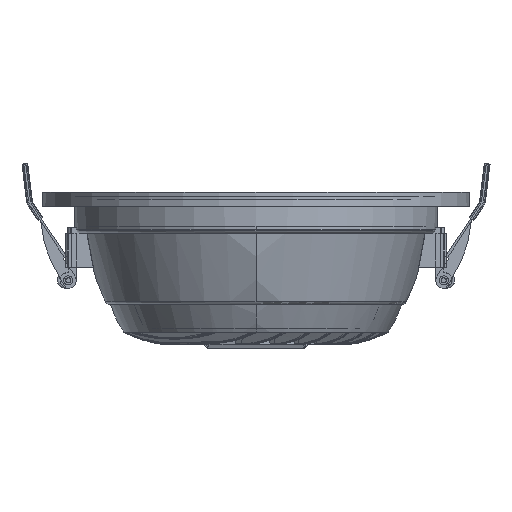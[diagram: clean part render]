
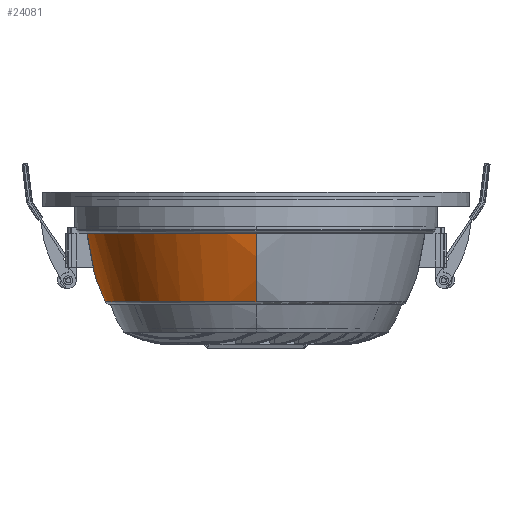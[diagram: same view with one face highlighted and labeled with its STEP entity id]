
A CAD part, left-side view. The second image highlights one B-rep face of the part: STEP entity #24081.
In plain terms, the highlighted free-form (B-spline) face has degree [3, 3] with [7, 4] control points.
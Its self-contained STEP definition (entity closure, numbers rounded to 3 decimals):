
#716 = AXIS2_PLACEMENT_3D ( 'NONE', #26491, #21739, #15239 ) ;
#2530 = DIRECTION ( 'NONE',  ( -1., 0., 0. ) ) ;
#2546 = VERTEX_POINT ( 'NONE', #32505 ) ;
#3137 = CARTESIAN_POINT ( 'NONE',  ( 3.938, 62.597, 19.096 ) ) ;
#3494 = CARTESIAN_POINT ( 'NONE',  ( -33.214, -62.444, 27.962 ) ) ;
#3832 = CARTESIAN_POINT ( 'NONE',  ( -35.041, 65.879, 9.926 ) ) ;
#4187 = CARTESIAN_POINT ( 'NONE',  ( -60.236, 37.069, 27.962 ) ) ;
#4551 = CARTESIAN_POINT ( 'NONE',  ( -56.178, 34.572, 36.227 ) ) ;
#5092 = CIRCLE ( 'NONE', #23544, 56.409 ) ;
#5764 = EDGE_LOOP ( 'NONE', ( #30277, #46507, #62631, #42615 ) ) ;
#8180 = DIRECTION ( 'NONE',  ( 0., 1., 0. ) ) ;
#9264 = CARTESIAN_POINT ( 'NONE',  ( -62.721, -38.598, 19.096 ) ) ;
#9617 = CARTESIAN_POINT ( 'NONE',  ( -63.549, 39.108, 9.926 ) ) ;
#9965 = CARTESIAN_POINT ( 'NONE',  ( -30.976, -58.237, 36.227 ) ) ;
#11442 = EDGE_CURVE ( 'NONE', #2546, #47143, #66526, .T. ) ;
#13217 = CARTESIAN_POINT ( 'NONE',  ( 0., 0., 35.752 ) ) ;
#15239 = DIRECTION ( 'NONE',  ( 0., -0.901, 0.434 ) ) ;
#20421 = CARTESIAN_POINT ( 'NONE',  ( 3.782, 60.117, 27.962 ) ) ;
#20770 = CARTESIAN_POINT ( 'NONE',  ( -62.721, 0., 19.096 ) ) ;
#21739 = DIRECTION ( 'NONE',  ( 1., 0., 0. ) ) ;
#23544 = AXIS2_PLACEMENT_3D ( 'NONE', #13217, #35381, #8180 ) ;
#24081 = ADVANCED_FACE ( 'NONE', ( #51410 ), #69334, .T. ) ;
#25177 = CARTESIAN_POINT ( 'NONE',  ( -35.041, -65.879, 9.926 ) ) ;
#25883 = CARTESIAN_POINT ( 'NONE',  ( -60.236, -37.069, 27.962 ) ) ;
#25887 = CARTESIAN_POINT ( 'NONE',  ( -37.422, 63.543, 10. ) ) ;
#26248 = CARTESIAN_POINT ( 'NONE',  ( -60.236, 0., 27.962 ) ) ;
#26491 = CARTESIAN_POINT ( 'NONE',  ( 0., 11.146, 3.174 ) ) ;
#26618 = CARTESIAN_POINT ( 'NONE',  ( -56.178, -34.572, 36.227 ) ) ;
#26634 = CARTESIAN_POINT ( 'NONE',  ( 0., -11.146, 3.174 ) ) ;
#27345 = CARTESIAN_POINT ( 'NONE',  ( -63.543, 37.022, 10. ) ) ;
#30277 = ORIENTED_EDGE ( 'NONE', *, *, #44620, .F. ) ;
#30904 = CARTESIAN_POINT ( 'NONE',  ( -0.001, -63.543, 10. ) ) ;
#31053 = CARTESIAN_POINT ( 'NONE',  ( -63.549, 0., 9.926 ) ) ;
#31749 = CARTESIAN_POINT ( 'NONE',  ( -63.543, 0., 10. ) ) ;
#32505 = CARTESIAN_POINT ( 'NONE',  ( 0.001, 63.543, 10. ) ) ;
#35381 = DIRECTION ( 'NONE',  ( 0., 0., 1. ) ) ;
#35793 = CARTESIAN_POINT ( 'NONE',  ( -0.001, -56.409, 35.752 ) ) ;
#36463 = CARTESIAN_POINT ( 'NONE',  ( 3.99, 63.424, 9.926 ) ) ;
#36800 = CARTESIAN_POINT ( 'NONE',  ( -30.976, 58.237, 36.227 ) ) ;
#38886 = CIRCLE ( 'NONE', #716, 75. ) ;
#41569 = CARTESIAN_POINT ( 'NONE',  ( -62.721, 38.598, 19.096 ) ) ;
#42231 = CARTESIAN_POINT ( 'NONE',  ( -63.549, -39.108, 9.926 ) ) ;
#42615 = ORIENTED_EDGE ( 'NONE', *, *, #51733, .F. ) ;
#42945 = CARTESIAN_POINT ( 'NONE',  ( -34.584, -65.02, 19.096 ) ) ;
#44620 = EDGE_CURVE ( 'NONE', #70983, #48523, #5092, .T. ) ;
#46507 = ORIENTED_EDGE ( 'NONE', *, *, #66714, .T. ) ;
#47143 = VERTEX_POINT ( 'NONE', #30904 ) ;
#48069 = CARTESIAN_POINT ( 'NONE',  ( 0.001, 56.409, 35.752 ) ) ;
#48075 = CARTESIAN_POINT ( 'NONE',  ( -56.178, 0., 36.227 ) ) ;
#48077 = CARTESIAN_POINT ( 'NONE',  ( -37.423, -63.542, 10. ) ) ;
#48523 = VERTEX_POINT ( 'NONE', #35793 ) ;
#48785 = CARTESIAN_POINT ( 'NONE',  ( 3.938, -62.597, 19.096 ) ) ;
#51410 = FACE_OUTER_BOUND ( 'NONE', #5764, .T. ) ;
#51733 = EDGE_CURVE ( 'NONE', #48523, #47143, #38886, .T. ) ;
#55633 = CIRCLE ( 'NONE', #69556, 75. ) ;
#58291 = CARTESIAN_POINT ( 'NONE',  ( -33.214, 62.444, 27.962 ) ) ;
#58617 = CARTESIAN_POINT ( 'NONE',  ( 3.99, -63.424, 9.926 ) ) ;
#59317 = CARTESIAN_POINT ( 'NONE',  ( 3.527, 56.067, 36.227 ) ) ;
#59319 = CARTESIAN_POINT ( 'NONE',  ( 0.001, 63.543, 10. ) ) ;
#62631 = ORIENTED_EDGE ( 'NONE', *, *, #11442, .T. ) ;
#63452 = DIRECTION ( 'NONE',  ( 0., 0.901, 0.434 ) ) ;
#63716 = CARTESIAN_POINT ( 'NONE',  ( 3.782, -60.117, 27.962 ) ) ;
#64772 = CARTESIAN_POINT ( 'NONE',  ( 3.527, -56.067, 36.227 ) ) ;
#66526 =( BOUNDED_CURVE ( )  B_SPLINE_CURVE ( 3, ( #59319, #25887, #27345, #31749, #71307, #48077, #70249 ),
 .UNSPECIFIED., .F., .T. ) 
 B_SPLINE_CURVE_WITH_KNOTS ( ( 4, 3, 4 ),
 ( 0., 0.099, 0.199 ),
 .UNSPECIFIED. ) 
 CURVE ( )  GEOMETRIC_REPRESENTATION_ITEM ( )  RATIONAL_B_SPLINE_CURVE ( ( 1.166, 0.946, 0.956, 1.197, 0.956, 0.946, 1.166 ) ) 
 REPRESENTATION_ITEM ( '' )  );
#66714 = EDGE_CURVE ( 'NONE', #70983, #2546, #55633, .T. ) ;
#69334 =( BOUNDED_SURFACE ( )  B_SPLINE_SURFACE ( 3, 3, ( 
 ( #36463, #3137, #20421, #59317 ),
 ( #3832, #70588, #58291, #36800 ),
 ( #9617, #41569, #4187, #4551 ),
 ( #31053, #20770, #26248, #48075 ),
 ( #42231, #9264, #25883, #26618 ),
 ( #25177, #42945, #3494, #9965 ),
 ( #58617, #48785, #63716, #64772 ) ),
 .UNSPECIFIED., .F., .F., .T. ) 
 B_SPLINE_SURFACE_WITH_KNOTS ( ( 4, 3, 4 ),
 ( 4, 4 ),
 ( 0., 1., 2. ),
 ( 0., 1. ),
 .UNSPECIFIED. ) 
 GEOMETRIC_REPRESENTATION_ITEM ( )  RATIONAL_B_SPLINE_SURFACE ( (
 ( 1.197, 1.184, 1.184, 1.197),
 ( 0.945, 0.935, 0.935, 0.945),
 ( 0.945, 0.935, 0.935, 0.945),
 ( 1.197, 1.184, 1.184, 1.197),
 ( 0.945, 0.935, 0.935, 0.945),
 ( 0.945, 0.935, 0.935, 0.945),
 ( 1.197, 1.184, 1.184, 1.197) ) ) 
 REPRESENTATION_ITEM ( '' )  SURFACE ( )  );
#69556 = AXIS2_PLACEMENT_3D ( 'NONE', #26634, #2530, #63452 ) ;
#70249 = CARTESIAN_POINT ( 'NONE',  ( -0.001, -63.543, 10. ) ) ;
#70588 = CARTESIAN_POINT ( 'NONE',  ( -34.584, 65.02, 19.096 ) ) ;
#70983 = VERTEX_POINT ( 'NONE', #48069 ) ;
#71307 = CARTESIAN_POINT ( 'NONE',  ( -63.543, -37.021, 10. ) ) ;
